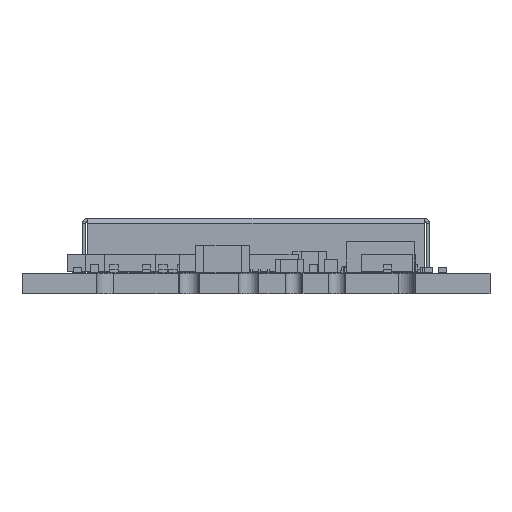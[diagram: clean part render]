
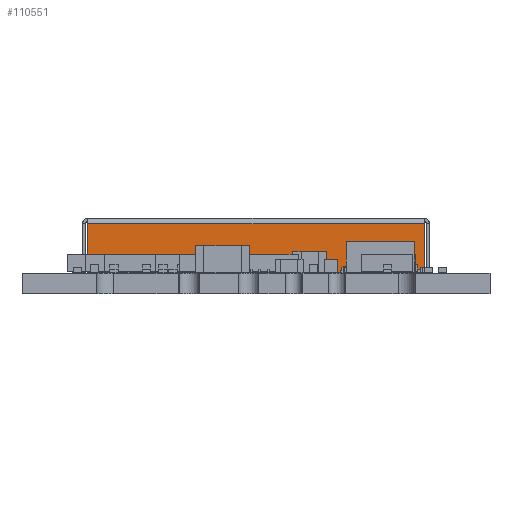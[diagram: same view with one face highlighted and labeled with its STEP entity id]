
A CAD part, front view. The second image highlights one B-rep face of the part: STEP entity #110551.
In plain terms, the highlighted planar face has unit normal (0, -1, 0).
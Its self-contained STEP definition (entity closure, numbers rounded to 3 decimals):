
#109518 = VERTEX_POINT('',#109519);
#109519 = CARTESIAN_POINT('',(18.551,13.865,
    0.01));
#109537 = VERTEX_POINT('',#109538);
#109538 = CARTESIAN_POINT('',(18.751,13.865,
    0.21));
#109544 = EDGE_CURVE('',#109518,#109537,#109545,.T.);
#109545 = CIRCLE('',#109546,0.2);
#109546 = AXIS2_PLACEMENT_3D('',#109547,#109548,#109549);
#109547 = CARTESIAN_POINT('',(18.551,13.865,
    0.21));
#109548 = DIRECTION('',(0.,-1.,0.));
#109549 = DIRECTION('',(0.,0.,-1.));
#109559 = EDGE_CURVE('',#109537,#109560,#109562,.T.);
#109560 = VERTEX_POINT('',#109561);
#109561 = CARTESIAN_POINT('',(18.951,13.865,
    0.41));
#109562 = CIRCLE('',#109563,0.2);
#109563 = AXIS2_PLACEMENT_3D('',#109564,#109565,#109566);
#109564 = CARTESIAN_POINT('',(18.951,13.865,
    0.21));
#109565 = DIRECTION('',(0.,1.,0.));
#109566 = DIRECTION('',(0.,0.,-1.));
#109602 = VERTEX_POINT('',#109603);
#109603 = CARTESIAN_POINT('',(21.051,13.865,
    0.41));
#109609 = EDGE_CURVE('',#109560,#109602,#109610,.T.);
#109610 = LINE('',#109611,#109612);
#109611 = CARTESIAN_POINT('',(13.751,13.865,
    0.41));
#109612 = VECTOR('',#109613,1.);
#109613 = DIRECTION('',(1.,0.,0.));
#109623 = EDGE_CURVE('',#109602,#109624,#109626,.T.);
#109624 = VERTEX_POINT('',#109625);
#109625 = CARTESIAN_POINT('',(21.251,13.865,
    0.21));
#109626 = CIRCLE('',#109627,0.2);
#109627 = AXIS2_PLACEMENT_3D('',#109628,#109629,#109630);
#109628 = CARTESIAN_POINT('',(21.051,13.865,
    0.21));
#109629 = DIRECTION('',(0.,1.,0.));
#109630 = DIRECTION('',(0.,0.,-1.));
#109667 = VERTEX_POINT('',#109668);
#109668 = CARTESIAN_POINT('',(21.451,13.865,
    0.01));
#109674 = EDGE_CURVE('',#109624,#109667,#109675,.T.);
#109675 = CIRCLE('',#109676,0.2);
#109676 = AXIS2_PLACEMENT_3D('',#109677,#109678,#109679);
#109677 = CARTESIAN_POINT('',(21.451,13.865,
    0.21));
#109678 = DIRECTION('',(0.,-1.,0.));
#109679 = DIRECTION('',(0.,0.,-1.));
#109690 = VERTEX_POINT('',#109691);
#109691 = CARTESIAN_POINT('',(6.051,13.865,
    0.01));
#109709 = VERTEX_POINT('',#109710);
#109710 = CARTESIAN_POINT('',(6.251,13.865,
    0.21));
#109716 = EDGE_CURVE('',#109690,#109709,#109717,.T.);
#109717 = CIRCLE('',#109718,0.2);
#109718 = AXIS2_PLACEMENT_3D('',#109719,#109720,#109721);
#109719 = CARTESIAN_POINT('',(6.051,13.865,
    0.21));
#109720 = DIRECTION('',(0.,-1.,0.));
#109721 = DIRECTION('',(0.,0.,-1.));
#109731 = EDGE_CURVE('',#109709,#109732,#109734,.T.);
#109732 = VERTEX_POINT('',#109733);
#109733 = CARTESIAN_POINT('',(6.451,13.865,
    0.41));
#109734 = CIRCLE('',#109735,0.2);
#109735 = AXIS2_PLACEMENT_3D('',#109736,#109737,#109738);
#109736 = CARTESIAN_POINT('',(6.451,13.865,
    0.21));
#109737 = DIRECTION('',(0.,1.,0.));
#109738 = DIRECTION('',(0.,0.,-1.));
#109774 = VERTEX_POINT('',#109775);
#109775 = CARTESIAN_POINT('',(8.551,13.865,
    0.41));
#109781 = EDGE_CURVE('',#109732,#109774,#109782,.T.);
#109782 = LINE('',#109783,#109784);
#109783 = CARTESIAN_POINT('',(13.751,13.865,
    0.41));
#109784 = VECTOR('',#109785,1.);
#109785 = DIRECTION('',(1.,0.,0.));
#109795 = EDGE_CURVE('',#109774,#109796,#109798,.T.);
#109796 = VERTEX_POINT('',#109797);
#109797 = CARTESIAN_POINT('',(8.751,13.865,
    0.21));
#109798 = CIRCLE('',#109799,0.2);
#109799 = AXIS2_PLACEMENT_3D('',#109800,#109801,#109802);
#109800 = CARTESIAN_POINT('',(8.551,13.865,
    0.21));
#109801 = DIRECTION('',(0.,1.,0.));
#109802 = DIRECTION('',(0.,0.,-1.));
#109839 = VERTEX_POINT('',#109840);
#109840 = CARTESIAN_POINT('',(8.951,13.865,
    0.01));
#109846 = EDGE_CURVE('',#109796,#109839,#109847,.T.);
#109847 = CIRCLE('',#109848,0.2);
#109848 = AXIS2_PLACEMENT_3D('',#109849,#109850,#109851);
#109849 = CARTESIAN_POINT('',(8.951,13.865,
    0.21));
#109850 = DIRECTION('',(0.,-1.,0.));
#109851 = DIRECTION('',(0.,0.,-1.));
#109862 = VERTEX_POINT('',#109863);
#109863 = CARTESIAN_POINT('',(11.051,13.865,
    0.01));
#109881 = VERTEX_POINT('',#109882);
#109882 = CARTESIAN_POINT('',(11.251,13.865,
    0.21));
#109888 = EDGE_CURVE('',#109862,#109881,#109889,.T.);
#109889 = CIRCLE('',#109890,0.2);
#109890 = AXIS2_PLACEMENT_3D('',#109891,#109892,#109893);
#109891 = CARTESIAN_POINT('',(11.051,13.865,
    0.21));
#109892 = DIRECTION('',(0.,-1.,0.));
#109893 = DIRECTION('',(0.,0.,-1.));
#109903 = EDGE_CURVE('',#109881,#109904,#109906,.T.);
#109904 = VERTEX_POINT('',#109905);
#109905 = CARTESIAN_POINT('',(11.451,13.865,
    0.41));
#109906 = CIRCLE('',#109907,0.2);
#109907 = AXIS2_PLACEMENT_3D('',#109908,#109909,#109910);
#109908 = CARTESIAN_POINT('',(11.451,13.865,
    0.21));
#109909 = DIRECTION('',(0.,1.,0.));
#109910 = DIRECTION('',(0.,0.,-1.));
#109946 = VERTEX_POINT('',#109947);
#109947 = CARTESIAN_POINT('',(16.051,13.865,
    0.41));
#109953 = EDGE_CURVE('',#109904,#109946,#109954,.T.);
#109954 = LINE('',#109955,#109956);
#109955 = CARTESIAN_POINT('',(13.751,13.865,
    0.41));
#109956 = VECTOR('',#109957,1.);
#109957 = DIRECTION('',(1.,0.,0.));
#109967 = EDGE_CURVE('',#109946,#109968,#109970,.T.);
#109968 = VERTEX_POINT('',#109969);
#109969 = CARTESIAN_POINT('',(16.251,13.865,
    0.21));
#109970 = CIRCLE('',#109971,0.2);
#109971 = AXIS2_PLACEMENT_3D('',#109972,#109973,#109974);
#109972 = CARTESIAN_POINT('',(16.051,13.865,
    0.21));
#109973 = DIRECTION('',(0.,1.,0.));
#109974 = DIRECTION('',(0.,0.,-1.));
#110011 = VERTEX_POINT('',#110012);
#110012 = CARTESIAN_POINT('',(16.451,13.865,
    0.01));
#110018 = EDGE_CURVE('',#109968,#110011,#110019,.T.);
#110019 = CIRCLE('',#110020,0.2);
#110020 = AXIS2_PLACEMENT_3D('',#110021,#110022,#110023);
#110021 = CARTESIAN_POINT('',(16.451,13.865,
    0.21));
#110022 = DIRECTION('',(0.,-1.,0.));
#110023 = DIRECTION('',(0.,0.,-1.));
#110478 = VERTEX_POINT('',#110479);
#110479 = CARTESIAN_POINT('',(3.851,13.865,
    2.91));
#110488 = EDGE_CURVE('',#110489,#110478,#110491,.T.);
#110489 = VERTEX_POINT('',#110490);
#110490 = CARTESIAN_POINT('',(23.651,13.865,
    2.91));
#110491 = LINE('',#110492,#110493);
#110492 = CARTESIAN_POINT('',(23.651,13.865,
    2.91));
#110493 = VECTOR('',#110494,1.);
#110494 = DIRECTION('',(-1.,0.,0.));
#110551 = ADVANCED_FACE('',(#110552),#110610,.T.);
#110552 = FACE_BOUND('',#110553,.T.);
#110553 = EDGE_LOOP('',(#110554,#110555,#110556,#110562,#110563,#110564,
    #110565,#110566,#110567,#110575,#110581,#110582,#110590,#110596,
    #110597,#110598,#110599,#110600,#110601,#110607,#110608,#110609));
#110554 = ORIENTED_EDGE('',*,*,#109967,.T.);
#110555 = ORIENTED_EDGE('',*,*,#110018,.T.);
#110556 = ORIENTED_EDGE('',*,*,#110557,.T.);
#110557 = EDGE_CURVE('',#110011,#109518,#110558,.T.);
#110558 = LINE('',#110559,#110560);
#110559 = CARTESIAN_POINT('',(3.851,13.865,
    0.01));
#110560 = VECTOR('',#110561,1.);
#110561 = DIRECTION('',(1.,0.,0.));
#110562 = ORIENTED_EDGE('',*,*,#109544,.T.);
#110563 = ORIENTED_EDGE('',*,*,#109559,.T.);
#110564 = ORIENTED_EDGE('',*,*,#109609,.T.);
#110565 = ORIENTED_EDGE('',*,*,#109623,.T.);
#110566 = ORIENTED_EDGE('',*,*,#109674,.T.);
#110567 = ORIENTED_EDGE('',*,*,#110568,.T.);
#110568 = EDGE_CURVE('',#109667,#110569,#110571,.T.);
#110569 = VERTEX_POINT('',#110570);
#110570 = CARTESIAN_POINT('',(23.651,13.865,
    0.01));
#110571 = LINE('',#110572,#110573);
#110572 = CARTESIAN_POINT('',(3.851,13.865,
    0.01));
#110573 = VECTOR('',#110574,1.);
#110574 = DIRECTION('',(1.,0.,0.));
#110575 = ORIENTED_EDGE('',*,*,#110576,.T.);
#110576 = EDGE_CURVE('',#110569,#110489,#110577,.T.);
#110577 = LINE('',#110578,#110579);
#110578 = CARTESIAN_POINT('',(23.651,13.865,
    3.04));
#110579 = VECTOR('',#110580,1.);
#110580 = DIRECTION('',(0.,0.,1.));
#110581 = ORIENTED_EDGE('',*,*,#110488,.T.);
#110582 = ORIENTED_EDGE('',*,*,#110583,.T.);
#110583 = EDGE_CURVE('',#110478,#110584,#110586,.T.);
#110584 = VERTEX_POINT('',#110585);
#110585 = CARTESIAN_POINT('',(3.851,13.865,
    0.01));
#110586 = LINE('',#110587,#110588);
#110587 = CARTESIAN_POINT('',(3.851,13.865,
    3.04));
#110588 = VECTOR('',#110589,1.);
#110589 = DIRECTION('',(0.,0.,-1.));
#110590 = ORIENTED_EDGE('',*,*,#110591,.T.);
#110591 = EDGE_CURVE('',#110584,#109690,#110592,.T.);
#110592 = LINE('',#110593,#110594);
#110593 = CARTESIAN_POINT('',(3.851,13.865,
    0.01));
#110594 = VECTOR('',#110595,1.);
#110595 = DIRECTION('',(1.,0.,0.));
#110596 = ORIENTED_EDGE('',*,*,#109716,.T.);
#110597 = ORIENTED_EDGE('',*,*,#109731,.T.);
#110598 = ORIENTED_EDGE('',*,*,#109781,.T.);
#110599 = ORIENTED_EDGE('',*,*,#109795,.T.);
#110600 = ORIENTED_EDGE('',*,*,#109846,.T.);
#110601 = ORIENTED_EDGE('',*,*,#110602,.T.);
#110602 = EDGE_CURVE('',#109839,#109862,#110603,.T.);
#110603 = LINE('',#110604,#110605);
#110604 = CARTESIAN_POINT('',(3.851,13.865,
    0.01));
#110605 = VECTOR('',#110606,1.);
#110606 = DIRECTION('',(1.,0.,0.));
#110607 = ORIENTED_EDGE('',*,*,#109888,.T.);
#110608 = ORIENTED_EDGE('',*,*,#109903,.T.);
#110609 = ORIENTED_EDGE('',*,*,#109953,.T.);
#110610 = PLANE('',#110611);
#110611 = AXIS2_PLACEMENT_3D('',#110612,#110613,#110614);
#110612 = CARTESIAN_POINT('',(13.751,13.865,
    3.01));
#110613 = DIRECTION('',(0.,-1.,0.));
#110614 = DIRECTION('',(0.,0.,-1.));
